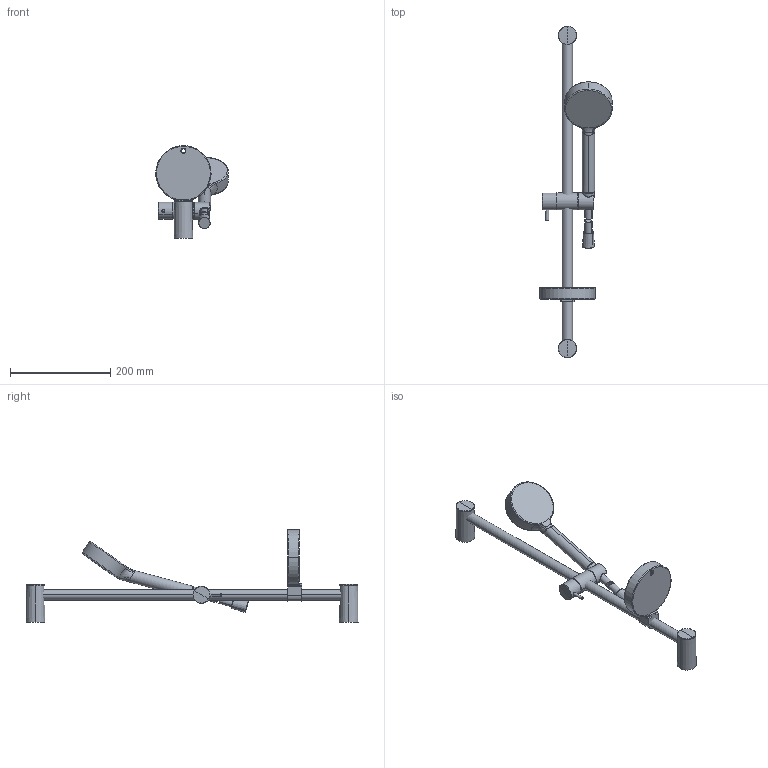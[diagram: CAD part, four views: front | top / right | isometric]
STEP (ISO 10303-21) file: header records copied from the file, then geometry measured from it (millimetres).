
FILE_DESCRIPTION (( 'STEP AP203' ), '1' );
FILE_NAME ('44160110(2021).STEP', '2021-04-27T08:22:25', ( '' ), ( '' ), 'SwSTEP 2.0', 'SolidWorks 2016', '' );
FILE_SCHEMA (( 'CONFIG_CONTROL_DESIGN' ));
Length unit declared in the file: millimetre
Products named in the file (1): 44160110(2021)
Bounding box: 144.76 x 662.49 x 185.25 mm (x, y, z)
Volume: 847375.8 mm3; surface area: 159470.4 mm2
Topology: 10 solids, 10 shells, 229 faces, 560 edges, 340 vertices
Faces by surface type: cylinder 56, bspline 48, plane 47, torus 44, cone 17, sphere 17
Entity records: 15309 total; most frequent: CARTESIAN_POINT 10417, ORIENTED_EDGE 1048, DIRECTION 919, EDGE_CURVE 524, AXIS2_PLACEMENT_3D 394, VERTEX_POINT 324, EDGE_LOOP 238, ADVANCED_FACE 228
